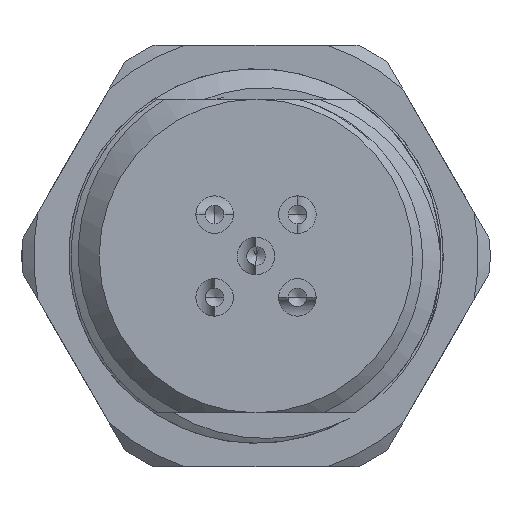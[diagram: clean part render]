
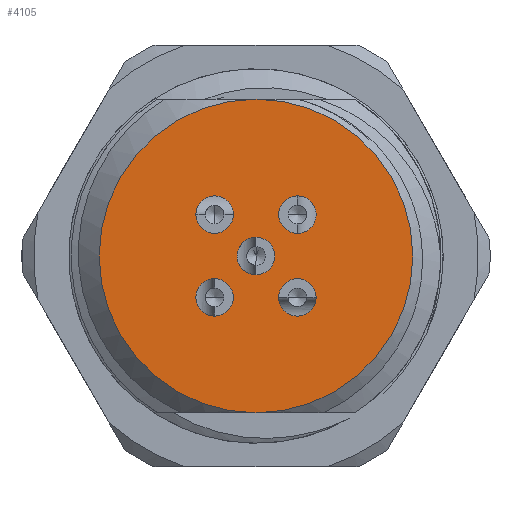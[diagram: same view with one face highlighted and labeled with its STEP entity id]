
A CAD part, left-side view. The second image highlights one B-rep face of the part: STEP entity #4105.
In plain terms, the highlighted planar face has unit normal (-1, 0, 0).
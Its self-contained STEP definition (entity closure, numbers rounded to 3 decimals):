
#185 = CARTESIAN_POINT ( 'NONE',  ( 0., 1.768, -1.768 ) ) ;
#237 = CARTESIAN_POINT ( 'NONE',  ( 0., 0., 6.7 ) ) ;
#361 = FACE_BOUND ( 'NONE', #6789, .T. ) ;
#458 = CIRCLE ( 'NONE', #4838, 6.7 ) ;
#470 = DIRECTION ( 'NONE',  ( 1., 0., 0. ) ) ;
#504 = EDGE_CURVE ( 'NONE', #2208, #1607, #8601, .T. ) ;
#807 = CIRCLE ( 'NONE', #1112, 0.8 ) ;
#892 = EDGE_LOOP ( 'NONE', ( #6495, #5875 ) ) ;
#905 = DIRECTION ( 'NONE',  ( 0., 0., -1. ) ) ;
#1048 = VERTEX_POINT ( 'NONE', #8212 ) ;
#1112 = AXIS2_PLACEMENT_3D ( 'NONE', #6968, #2659, #7709 ) ;
#1181 = AXIS2_PLACEMENT_3D ( 'NONE', #8256, #3935, #8985 ) ;
#1261 = EDGE_CURVE ( 'NONE', #2304, #1281, #7561, .T. ) ;
#1281 = VERTEX_POINT ( 'NONE', #4327 ) ;
#1293 = VERTEX_POINT ( 'NONE', #5739 ) ;
#1607 = VERTEX_POINT ( 'NONE', #6383 ) ;
#1673 = CARTESIAN_POINT ( 'NONE',  ( 0., -1.768, -1.768 ) ) ;
#1691 = CARTESIAN_POINT ( 'NONE',  ( 0., 0., 0. ) ) ;
#1823 = ORIENTED_EDGE ( 'NONE', *, *, #1261, .T. ) ;
#1825 = DIRECTION ( 'NONE',  ( 1., 0., 0. ) ) ;
#1942 = DIRECTION ( 'NONE',  ( 1., 0., 0. ) ) ;
#2208 = VERTEX_POINT ( 'NONE', #2876 ) ;
#2294 = FACE_BOUND ( 'NONE', #6373, .T. ) ;
#2304 = VERTEX_POINT ( 'NONE', #7312 ) ;
#2353 = CIRCLE ( 'NONE', #5289, 0.8 ) ;
#2377 = EDGE_CURVE ( 'NONE', #1293, #1048, #8437, .T. ) ;
#2412 = DIRECTION ( 'NONE',  ( 0., 0., -1. ) ) ;
#2418 = VERTEX_POINT ( 'NONE', #8760 ) ;
#2425 = DIRECTION ( 'NONE',  ( 0., 0., 1. ) ) ;
#2437 = CARTESIAN_POINT ( 'NONE',  ( 0., 0., 0. ) ) ;
#2572 = AXIS2_PLACEMENT_3D ( 'NONE', #185, #5220, #905 ) ;
#2659 = DIRECTION ( 'NONE',  ( 1., 0., 0. ) ) ;
#2706 = EDGE_CURVE ( 'NONE', #4746, #8158, #7079, .T. ) ;
#2779 = ORIENTED_EDGE ( 'NONE', *, *, #4729, .T. ) ;
#2841 = DIRECTION ( 'NONE',  ( 1., 0., 0. ) ) ;
#2876 = CARTESIAN_POINT ( 'NONE',  ( 0., 1.768, -2.568 ) ) ;
#3114 = CARTESIAN_POINT ( 'NONE',  ( 0., 0., 0. ) ) ;
#3149 = DIRECTION ( 'NONE',  ( 0., 0., -1. ) ) ;
#3167 = AXIS2_PLACEMENT_3D ( 'NONE', #6274, #1942, #6985 ) ;
#3349 = CIRCLE ( 'NONE', #3167, 0.8 ) ;
#3426 = CARTESIAN_POINT ( 'NONE',  ( 0., 0., -0.8 ) ) ;
#3471 = ORIENTED_EDGE ( 'NONE', *, *, #6012, .T. ) ;
#3762 = CARTESIAN_POINT ( 'NONE',  ( 0., -1.768, 1.768 ) ) ;
#3801 = ORIENTED_EDGE ( 'NONE', *, *, #5029, .T. ) ;
#3850 = DIRECTION ( 'NONE',  ( 0., 0., -1. ) ) ;
#3907 = ORIENTED_EDGE ( 'NONE', *, *, #6718, .F. ) ;
#3935 = DIRECTION ( 'NONE',  ( 1., 0., 0. ) ) ;
#4099 = ORIENTED_EDGE ( 'NONE', *, *, #2377, .T. ) ;
#4105 = ADVANCED_FACE ( 'NONE', ( #8046, #361, #2294, #6111, #7819, #6358 ), #6010, .T. ) ;
#4327 = CARTESIAN_POINT ( 'NONE',  ( 0., 1.768, 0.968 ) ) ;
#4477 = DIRECTION ( 'NONE',  ( 0., 0., -1. ) ) ;
#4571 = CIRCLE ( 'NONE', #8977, 6.7 ) ;
#4635 = EDGE_CURVE ( 'NONE', #1048, #1293, #7255, .T. ) ;
#4729 = EDGE_CURVE ( 'NONE', #8912, #8491, #807, .T. ) ;
#4746 = VERTEX_POINT ( 'NONE', #4780 ) ;
#4770 = CARTESIAN_POINT ( 'NONE',  ( 0., -1.768, -1.768 ) ) ;
#4780 = CARTESIAN_POINT ( 'NONE',  ( 0., -1.768, -2.568 ) ) ;
#4812 = CARTESIAN_POINT ( 'NONE',  ( 0., 1.768, -1.768 ) ) ;
#4838 = AXIS2_PLACEMENT_3D ( 'NONE', #3114, #8169, #3850 ) ;
#4848 = DIRECTION ( 'NONE',  ( 1., 0., 0. ) ) ;
#4883 = DIRECTION ( 'NONE',  ( 0., 0., -1. ) ) ;
#5029 = EDGE_CURVE ( 'NONE', #1281, #2304, #9291, .T. ) ;
#5052 = AXIS2_PLACEMENT_3D ( 'NONE', #3762, #8811, #4477 ) ;
#5220 = DIRECTION ( 'NONE',  ( 1., 0., 0. ) ) ;
#5283 = CARTESIAN_POINT ( 'NONE',  ( 0., -1.768, -0.968 ) ) ;
#5289 = AXIS2_PLACEMENT_3D ( 'NONE', #1673, #6730, #2412 ) ;
#5336 = AXIS2_PLACEMENT_3D ( 'NONE', #1691, #6742, #2425 ) ;
#5501 = DIRECTION ( 'NONE',  ( 0., 0., -1. ) ) ;
#5739 = CARTESIAN_POINT ( 'NONE',  ( 0., -1.768, 0.968 ) ) ;
#5819 = ORIENTED_EDGE ( 'NONE', *, *, #504, .T. ) ;
#5875 = ORIENTED_EDGE ( 'NONE', *, *, #6394, .T. ) ;
#6010 = PLANE ( 'NONE',  #5336 ) ;
#6012 = EDGE_CURVE ( 'NONE', #1607, #2208, #8824, .T. ) ;
#6111 = FACE_BOUND ( 'NONE', #7115, .T. ) ;
#6154 = CARTESIAN_POINT ( 'NONE',  ( 0., -1.768, 1.768 ) ) ;
#6274 = CARTESIAN_POINT ( 'NONE',  ( 0., 0., 0. ) ) ;
#6358 = FACE_OUTER_BOUND ( 'NONE', #8573, .T. ) ;
#6373 = EDGE_LOOP ( 'NONE', ( #3801, #1823 ) ) ;
#6383 = CARTESIAN_POINT ( 'NONE',  ( 0., 1.768, -0.968 ) ) ;
#6394 = EDGE_CURVE ( 'NONE', #8158, #4746, #2353, .T. ) ;
#6495 = ORIENTED_EDGE ( 'NONE', *, *, #2706, .T. ) ;
#6596 = ORIENTED_EDGE ( 'NONE', *, *, #6602, .T. ) ;
#6602 = EDGE_CURVE ( 'NONE', #8491, #8912, #3349, .T. ) ;
#6615 = EDGE_LOOP ( 'NONE', ( #6596, #2779 ) ) ;
#6718 = EDGE_CURVE ( 'NONE', #2418, #8852, #4571, .T. ) ;
#6730 = DIRECTION ( 'NONE',  ( 1., 0., 0. ) ) ;
#6742 = DIRECTION ( 'NONE',  ( -1., 0., 0. ) ) ;
#6789 = EDGE_LOOP ( 'NONE', ( #4099, #9151 ) ) ;
#6869 = DIRECTION ( 'NONE',  ( 0., 0., -1. ) ) ;
#6968 = CARTESIAN_POINT ( 'NONE',  ( 0., 0., 0. ) ) ;
#6985 = DIRECTION ( 'NONE',  ( 0., 0., -1. ) ) ;
#7027 = AXIS2_PLACEMENT_3D ( 'NONE', #4770, #470, #5501 ) ;
#7079 = CIRCLE ( 'NONE', #7027, 0.8 ) ;
#7115 = EDGE_LOOP ( 'NONE', ( #5819, #3471 ) ) ;
#7157 = CARTESIAN_POINT ( 'NONE',  ( 0., 1.768, 1.768 ) ) ;
#7254 = ORIENTED_EDGE ( 'NONE', *, *, #7581, .F. ) ;
#7255 = CIRCLE ( 'NONE', #7578, 0.8 ) ;
#7312 = CARTESIAN_POINT ( 'NONE',  ( 0., 1.768, 2.568 ) ) ;
#7477 = DIRECTION ( 'NONE',  ( 1., 0., 0. ) ) ;
#7516 = AXIS2_PLACEMENT_3D ( 'NONE', #7157, #2841, #7889 ) ;
#7561 = CIRCLE ( 'NONE', #7516, 0.8 ) ;
#7578 = AXIS2_PLACEMENT_3D ( 'NONE', #6154, #1825, #6869 ) ;
#7581 = EDGE_CURVE ( 'NONE', #8852, #2418, #458, .T. ) ;
#7709 = DIRECTION ( 'NONE',  ( 0., 0., -1. ) ) ;
#7819 = FACE_BOUND ( 'NONE', #6615, .T. ) ;
#7889 = DIRECTION ( 'NONE',  ( 0., 0., -1. ) ) ;
#7902 = AXIS2_PLACEMENT_3D ( 'NONE', #4812, #4848, #4883 ) ;
#8046 = FACE_BOUND ( 'NONE', #892, .T. ) ;
#8158 = VERTEX_POINT ( 'NONE', #5283 ) ;
#8169 = DIRECTION ( 'NONE',  ( 1., 0., 0. ) ) ;
#8212 = CARTESIAN_POINT ( 'NONE',  ( 0., -1.768, 2.568 ) ) ;
#8256 = CARTESIAN_POINT ( 'NONE',  ( 0., 1.768, 1.768 ) ) ;
#8437 = CIRCLE ( 'NONE', #5052, 0.8 ) ;
#8491 = VERTEX_POINT ( 'NONE', #3426 ) ;
#8573 = EDGE_LOOP ( 'NONE', ( #7254, #3907 ) ) ;
#8601 = CIRCLE ( 'NONE', #7902, 0.8 ) ;
#8760 = CARTESIAN_POINT ( 'NONE',  ( 0., 0., -6.7 ) ) ;
#8811 = DIRECTION ( 'NONE',  ( 1., 0., 0. ) ) ;
#8824 = CIRCLE ( 'NONE', #2572, 0.8 ) ;
#8852 = VERTEX_POINT ( 'NONE', #237 ) ;
#8912 = VERTEX_POINT ( 'NONE', #8930 ) ;
#8930 = CARTESIAN_POINT ( 'NONE',  ( 0., 0., 0.8 ) ) ;
#8977 = AXIS2_PLACEMENT_3D ( 'NONE', #2437, #7477, #3149 ) ;
#8985 = DIRECTION ( 'NONE',  ( 0., 0., -1. ) ) ;
#9151 = ORIENTED_EDGE ( 'NONE', *, *, #4635, .T. ) ;
#9291 = CIRCLE ( 'NONE', #1181, 0.8 ) ;
